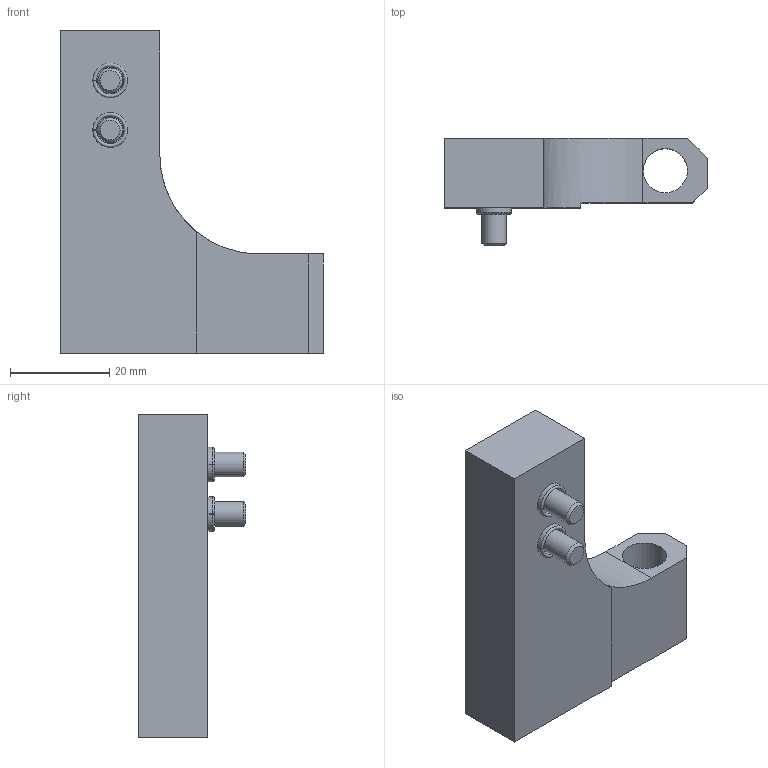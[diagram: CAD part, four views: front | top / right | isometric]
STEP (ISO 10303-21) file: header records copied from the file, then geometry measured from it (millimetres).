
FILE_DESCRIPTION(/* description */ ('STEP AP214'),/* implementation_level */ '2;1');
FILE_NAME(/* name */ '1812471_DADP-ES-G6-12',/* time_stamp */ '2024-08-12T19:52:52+02:00',/* author */ ('License CC BY-ND 4.0'),/* organization */ ('CADENAS'),/* preprocessor_version */ 'ST-DEVELOPER v19.3',/* originating_system */ 'PARTsolutions',/* authorisation */ ' ');
FILE_SCHEMA (('AUTOMOTIVE_DESIGN {1 0 10303 214 3 1 1}'));
Length unit declared in the file: millimetre
Products named in the file (4): 1812471 DADP-ES-G6-12; 1812471 DADP-ES-G6-12---(p); DIN-912 - M5x16(F); 8146544 ZBH-7-B
Assembly tree (5 placements, depth 2):
  1812471 DADP-ES-G6-12
    1812471 DADP-ES-G6-12---(p)
    DIN-912 - M5x16(F)  x2
    8146544 ZBH-7-B  x2
Bounding box: 53 x 21.7 x 65 mm (x, y, z)
Volume: 26401.6 mm3; surface area: 9356.3 mm2
Topology: 5 solids, 5 shells, 94 faces, 194 edges, 115 vertices
Faces by surface type: plane 51, cone 23, cylinder 16, torus 4
Full cylindrical faces by diameter (mm): 5 x2, 5.5 x2, 7 x2, 8.5 x2, 8.917 x1
Entity records: 1660 total; most frequent: CARTESIAN_POINT 294, DIRECTION 276, ORIENTED_EDGE 224, EDGE_CURVE 112, AXIS2_PLACEMENT_3D 108, FACE_BOUND 84, EDGE_LOOP 83, VERTEX_POINT 76
